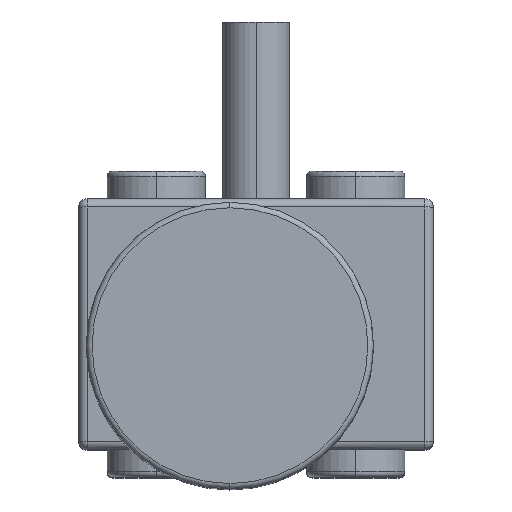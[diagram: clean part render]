
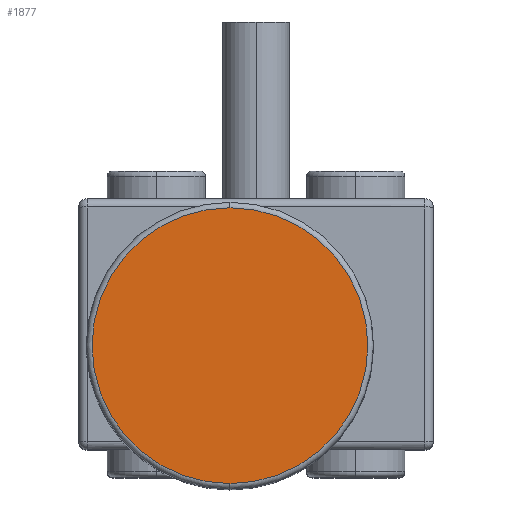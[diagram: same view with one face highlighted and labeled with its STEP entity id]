
A CAD part, top view. The second image highlights one B-rep face of the part: STEP entity #1877.
In plain terms, the highlighted planar face has unit normal (0, 0, 1).
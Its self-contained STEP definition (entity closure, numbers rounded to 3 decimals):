
#567=CARTESIAN_POINT('',(13.65,9.3,44.));
#568=DIRECTION('',(0.,0.,1.));
#569=DIRECTION('',(0.,-1.,0.));
#570=AXIS2_PLACEMENT_3D('',#567,#568,#569);
#572=CARTESIAN_POINT('',(13.65,9.3,44.));
#573=DIRECTION('',(0.,0.,1.));
#574=DIRECTION('',(0.,1.,0.));
#575=AXIS2_PLACEMENT_3D('',#572,#573,#574);
#1093=CARTESIAN_POINT('',(13.65,-3.15,44.));
#1094=CARTESIAN_POINT('',(13.65,21.75,44.));
#1095=VERTEX_POINT('',#1093);
#1096=VERTEX_POINT('',#1094);
#1867=CARTESIAN_POINT('',(0.,0.,44.));
#1868=DIRECTION('',(0.,0.,-1.));
#1869=DIRECTION('',(0.,-1.,0.));
#1870=AXIS2_PLACEMENT_3D('',#1867,#1868,#1869);
#1871=PLANE('',#1870);
#1872=ORIENTED_EDGE('',*,*,#1857,.F.);
#1874=ORIENTED_EDGE('',*,*,#1873,.F.);
#1875=EDGE_LOOP('',(#1872,#1874));
#1876=FACE_OUTER_BOUND('',#1875,.F.);
#571=CIRCLE('',#570,12.45);
#576=CIRCLE('',#575,12.45);
#1857=EDGE_CURVE('',#1095,#1096,#571,.T.);
#1873=EDGE_CURVE('',#1096,#1095,#576,.T.);
#1877=ADVANCED_FACE('',(#1876),#1871,.F.);
